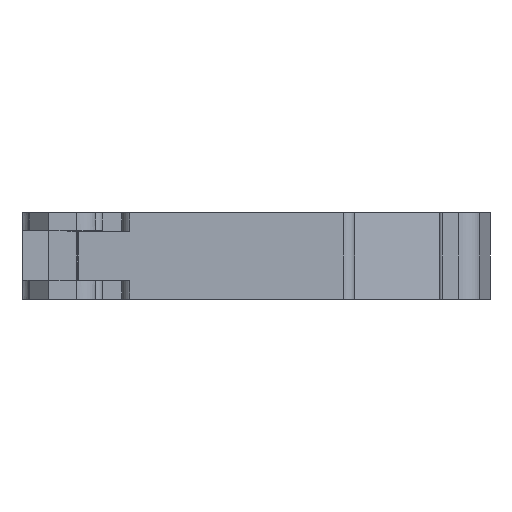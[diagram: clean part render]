
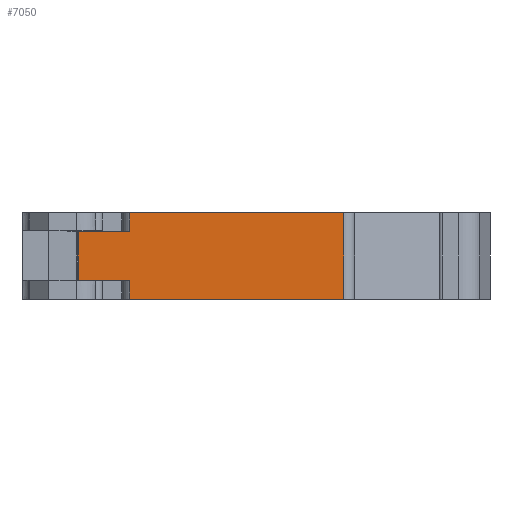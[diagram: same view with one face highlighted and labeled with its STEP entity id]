
A CAD part, left-side view. The second image highlights one B-rep face of the part: STEP entity #7050.
In plain terms, the highlighted planar face has unit normal (-1, 0, 0).
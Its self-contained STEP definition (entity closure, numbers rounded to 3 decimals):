
#47 = AXIS2_PLACEMENT_3D ( 'NONE', #2690, #5867, #3979 ) ;
#153 = LINE ( 'NONE', #8037, #6764 ) ;
#327 = EDGE_CURVE ( 'NONE', #2057, #6803, #2405, .T. ) ;
#369 = DIRECTION ( 'NONE',  ( 0., -1., 0. ) ) ;
#454 = VECTOR ( 'NONE', #4225, 1000. ) ;
#653 = EDGE_CURVE ( 'NONE', #2444, #1369, #4725, .T. ) ;
#942 = VECTOR ( 'NONE', #6953, 1000. ) ;
#999 = CARTESIAN_POINT ( 'NONE',  ( -32.089, 13.124, 2.25 ) ) ;
#1018 = EDGE_CURVE ( 'NONE', #5433, #1369, #153, .T. ) ;
#1330 = DIRECTION ( 'NONE',  ( 0., 0., -1. ) ) ;
#1369 = VERTEX_POINT ( 'NONE', #3787 ) ;
#1617 = CARTESIAN_POINT ( 'NONE',  ( -32.089, 13.124, -2.25 ) ) ;
#1965 = CARTESIAN_POINT ( 'NONE',  ( -32.089, -11.376, 4. ) ) ;
#2057 = VERTEX_POINT ( 'NONE', #3582 ) ;
#2384 = EDGE_CURVE ( 'NONE', #8312, #2444, #3199, .T. ) ;
#2405 = LINE ( 'NONE', #999, #454 ) ;
#2444 = VERTEX_POINT ( 'NONE', #8275 ) ;
#2690 = CARTESIAN_POINT ( 'NONE',  ( -32.089, 13.124, 2.25 ) ) ;
#2704 = CARTESIAN_POINT ( 'NONE',  ( -32.089, 8.363, 4. ) ) ;
#2810 = CARTESIAN_POINT ( 'NONE',  ( -32.089, 8.363, -4. ) ) ;
#2981 = LINE ( 'NONE', #7174, #5986 ) ;
#2985 = EDGE_CURVE ( 'NONE', #8312, #6803, #6065, .T. ) ;
#3199 = LINE ( 'NONE', #7763, #6366 ) ;
#3504 = EDGE_LOOP ( 'NONE', ( #7998, #7315, #3781, #5310, #7153, #4834, #4885, #5367 ) ) ;
#3582 = CARTESIAN_POINT ( 'NONE',  ( -32.089, 13.124, 2.25 ) ) ;
#3712 = EDGE_CURVE ( 'NONE', #3801, #5960, #6851, .T. ) ;
#3781 = ORIENTED_EDGE ( 'NONE', *, *, #1018, .T. ) ;
#3787 = CARTESIAN_POINT ( 'NONE',  ( -32.089, -11.376, -4. ) ) ;
#3801 = VERTEX_POINT ( 'NONE', #1617 ) ;
#3934 = VECTOR ( 'NONE', #6636, 1000. ) ;
#3979 = DIRECTION ( 'NONE',  ( 0., 0., -1. ) ) ;
#4225 = DIRECTION ( 'NONE',  ( 0., -1., 0. ) ) ;
#4725 = LINE ( 'NONE', #1965, #7864 ) ;
#4834 = ORIENTED_EDGE ( 'NONE', *, *, #2985, .T. ) ;
#4837 = EDGE_CURVE ( 'NONE', #2057, #3801, #7939, .T. ) ;
#4885 = ORIENTED_EDGE ( 'NONE', *, *, #327, .F. ) ;
#5056 = FACE_OUTER_BOUND ( 'NONE', #3504, .T. ) ;
#5310 = ORIENTED_EDGE ( 'NONE', *, *, #653, .F. ) ;
#5367 = ORIENTED_EDGE ( 'NONE', *, *, #4837, .T. ) ;
#5433 = VERTEX_POINT ( 'NONE', #2810 ) ;
#5602 = CARTESIAN_POINT ( 'NONE',  ( -32.089, 8.363, 2.25 ) ) ;
#5867 = DIRECTION ( 'NONE',  ( 1., 0., 0. ) ) ;
#5937 = EDGE_CURVE ( 'NONE', #5960, #5433, #2981, .T. ) ;
#5960 = VERTEX_POINT ( 'NONE', #7826 ) ;
#5986 = VECTOR ( 'NONE', #7795, 1000. ) ;
#6027 = CARTESIAN_POINT ( 'NONE',  ( -32.089, 13.124, -2.25 ) ) ;
#6065 = LINE ( 'NONE', #7577, #942 ) ;
#6083 = VECTOR ( 'NONE', #7497, 1000. ) ;
#6366 = VECTOR ( 'NONE', #7137, 1000. ) ;
#6636 = DIRECTION ( 'NONE',  ( 0., -1., 0. ) ) ;
#6764 = VECTOR ( 'NONE', #369, 1000. ) ;
#6803 = VERTEX_POINT ( 'NONE', #5602 ) ;
#6851 = LINE ( 'NONE', #6027, #3934 ) ;
#6868 = CARTESIAN_POINT ( 'NONE',  ( -32.089, 13.124, 2.25 ) ) ;
#6953 = DIRECTION ( 'NONE',  ( 0., 0., -1. ) ) ;
#7050 = ADVANCED_FACE ( 'NONE', ( #5056 ), #7734, .F. ) ;
#7137 = DIRECTION ( 'NONE',  ( 0., -1., 0. ) ) ;
#7153 = ORIENTED_EDGE ( 'NONE', *, *, #2384, .F. ) ;
#7174 = CARTESIAN_POINT ( 'NONE',  ( -32.089, 8.363, 4. ) ) ;
#7315 = ORIENTED_EDGE ( 'NONE', *, *, #5937, .T. ) ;
#7497 = DIRECTION ( 'NONE',  ( 0., 0., -1. ) ) ;
#7577 = CARTESIAN_POINT ( 'NONE',  ( -32.089, 8.363, 4. ) ) ;
#7734 = PLANE ( 'NONE',  #47 ) ;
#7763 = CARTESIAN_POINT ( 'NONE',  ( -32.089, 8.363, 4. ) ) ;
#7795 = DIRECTION ( 'NONE',  ( 0., 0., -1. ) ) ;
#7826 = CARTESIAN_POINT ( 'NONE',  ( -32.089, 8.363, -2.25 ) ) ;
#7864 = VECTOR ( 'NONE', #1330, 1000. ) ;
#7939 = LINE ( 'NONE', #6868, #6083 ) ;
#7998 = ORIENTED_EDGE ( 'NONE', *, *, #3712, .T. ) ;
#8037 = CARTESIAN_POINT ( 'NONE',  ( -32.089, 8.363, -4. ) ) ;
#8275 = CARTESIAN_POINT ( 'NONE',  ( -32.089, -11.376, 4. ) ) ;
#8312 = VERTEX_POINT ( 'NONE', #2704 ) ;
